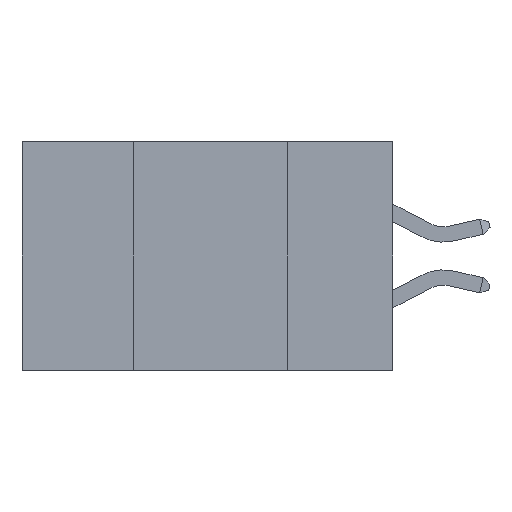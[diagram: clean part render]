
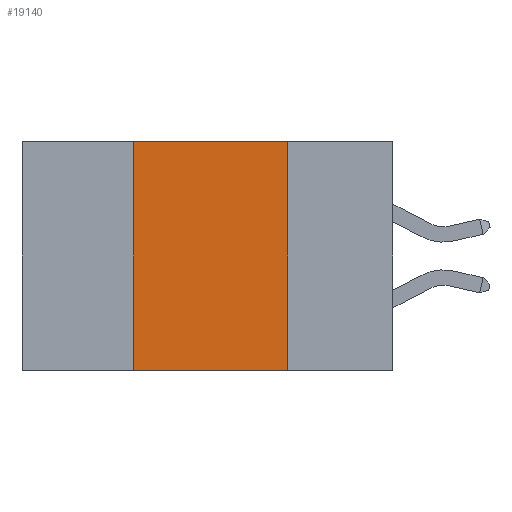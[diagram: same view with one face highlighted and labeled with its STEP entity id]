
A CAD part, left-side view. The second image highlights one B-rep face of the part: STEP entity #19140.
In plain terms, the highlighted planar face has unit normal (-1, 0, 0).
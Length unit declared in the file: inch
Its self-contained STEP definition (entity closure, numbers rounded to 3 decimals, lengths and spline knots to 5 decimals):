
#1197 = LINE ( 'NONE', #2363, #13738 ) ;
#1615 = VERTEX_POINT ( 'NONE', #8423 ) ;
#1679 = VERTEX_POINT ( 'NONE', #9817 ) ;
#2296 = CARTESIAN_POINT ( 'NONE',  ( 0., 0.6, 0. ) ) ;
#2363 = CARTESIAN_POINT ( 'NONE',  ( 0., 0.42, 0. ) ) ;
#2678 = VECTOR ( 'NONE', #8818, 39.37008 ) ;
#3461 = LINE ( 'NONE', #19033, #8576 ) ;
#4156 = EDGE_CURVE ( 'NONE', #17800, #18349, #1197, .T. ) ;
#5567 = CARTESIAN_POINT ( 'NONE',  ( 0., 0.42, 0. ) ) ;
#5852 = CARTESIAN_POINT ( 'NONE',  ( 0., 0.6, -0.37 ) ) ;
#6359 = CARTESIAN_POINT ( 'NONE',  ( 0., 0.6, 0. ) ) ;
#7561 = ORIENTED_EDGE ( 'NONE', *, *, #16098, .T. ) ;
#7592 = DIRECTION ( 'NONE',  ( 0., 0., 1. ) ) ;
#8368 = FACE_OUTER_BOUND ( 'NONE', #10786, .T. ) ;
#8423 = CARTESIAN_POINT ( 'NONE',  ( 0., 0.17, -0.37 ) ) ;
#8576 = VECTOR ( 'NONE', #11489, 39.37008 ) ;
#8818 = DIRECTION ( 'NONE',  ( 0., -1., 0. ) ) ;
#9018 = ORIENTED_EDGE ( 'NONE', *, *, #18763, .F. ) ;
#9817 = CARTESIAN_POINT ( 'NONE',  ( 0., 0.17, 0. ) ) ;
#10786 = EDGE_LOOP ( 'NONE', ( #12820, #9018, #15192, #7561 ) ) ;
#11101 = AXIS2_PLACEMENT_3D ( 'NONE', #6359, #16028, #17601 ) ;
#11489 = DIRECTION ( 'NONE',  ( 0., 0., -1. ) ) ;
#12204 = EDGE_CURVE ( 'NONE', #1679, #1615, #3461, .T. ) ;
#12820 = ORIENTED_EDGE ( 'NONE', *, *, #12204, .F. ) ;
#13017 = PLANE ( 'NONE',  #11101 ) ;
#13653 = DIRECTION ( 'NONE',  ( 0., -1., 0. ) ) ;
#13738 = VECTOR ( 'NONE', #7592, 39.37008 ) ;
#14263 = CARTESIAN_POINT ( 'NONE',  ( 0., 0.42, -0.37 ) ) ;
#15013 = LINE ( 'NONE', #2296, #2678 ) ;
#15192 = ORIENTED_EDGE ( 'NONE', *, *, #4156, .F. ) ;
#16028 = DIRECTION ( 'NONE',  ( 1., 0., 0. ) ) ;
#16098 = EDGE_CURVE ( 'NONE', #17800, #1615, #20345, .T. ) ;
#16399 = VECTOR ( 'NONE', #13653, 39.37008 ) ;
#17601 = DIRECTION ( 'NONE',  ( 0., 0., -1. ) ) ;
#17800 = VERTEX_POINT ( 'NONE', #14263 ) ;
#18349 = VERTEX_POINT ( 'NONE', #5567 ) ;
#18763 = EDGE_CURVE ( 'NONE', #18349, #1679, #15013, .T. ) ;
#19033 = CARTESIAN_POINT ( 'NONE',  ( 0., 0.17, 0. ) ) ;
#19140 = ADVANCED_FACE ( 'NONE', ( #8368 ), #13017, .F. ) ;
#20345 = LINE ( 'NONE', #5852, #16399 ) ;
